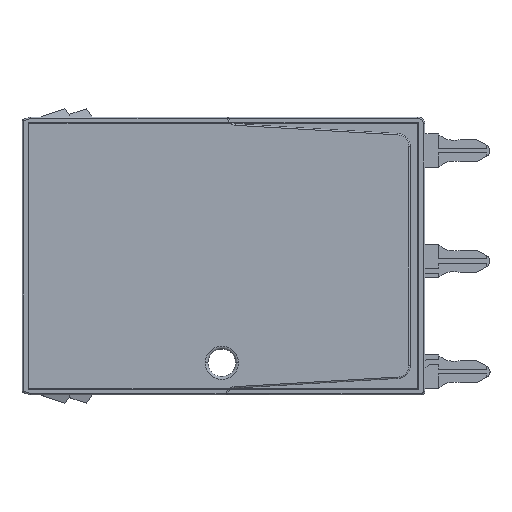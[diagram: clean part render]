
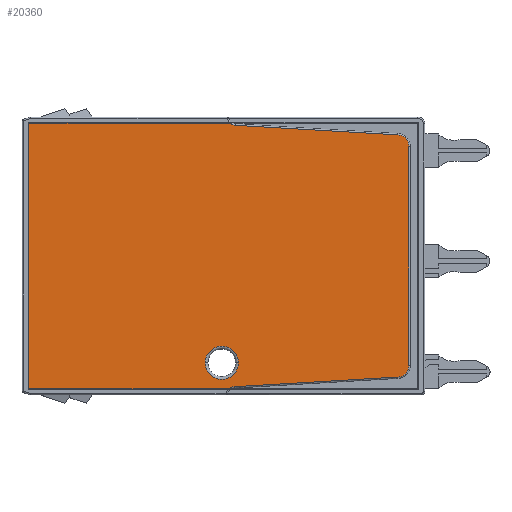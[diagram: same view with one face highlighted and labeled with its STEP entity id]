
A CAD part, top view. The second image highlights one B-rep face of the part: STEP entity #20360.
In plain terms, the highlighted planar face has unit normal (0, 0, 1).
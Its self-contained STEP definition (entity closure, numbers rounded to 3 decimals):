
#18237=CARTESIAN_POINT('',(4.025,-16.381,3.2));
#18238=DIRECTION('',(0.,0.,1.));
#18239=DIRECTION('',(-1.,0.,0.));
#18240=AXIS2_PLACEMENT_3D('',#18237,#18238,#18239);
#18245=CARTESIAN_POINT('',(4.025,-16.381,3.2));
#18246=DIRECTION('',(0.,0.,1.));
#18247=DIRECTION('',(1.,0.,0.));
#18248=AXIS2_PLACEMENT_3D('',#18245,#18246,#18247);
#18253=DIRECTION('',(0.,-1.,0.));
#18254=VECTOR('',#18253,38.438);
#18255=CARTESIAN_POINT('',(-23.9,18.307,3.2));
#18256=LINE('',#18255,#18254);
#18260=CARTESIAN_POINT('',(6.108,19.303,3.2));
#18261=DIRECTION('',(0.,0.,-1.));
#18262=DIRECTION('',(-0.059,-0.998,0.));
#18263=AXIS2_PLACEMENT_3D('',#18260,#18261,#18262);
#18268=DIRECTION('',(-0.998,0.059,0.));
#18269=VECTOR('',#18268,23.535);
#18270=CARTESIAN_POINT('',(29.526,16.618,3.2));
#18271=LINE('',#18270,#18269);
#18275=CARTESIAN_POINT('',(29.425,14.921,3.2));
#18276=DIRECTION('',(0.,0.,1.));
#18277=DIRECTION('',(1.,0.,0.));
#18278=AXIS2_PLACEMENT_3D('',#18275,#18276,#18277);
#18283=DIRECTION('',(0.,1.,0.));
#18284=VECTOR('',#18283,31.667);
#18285=CARTESIAN_POINT('',(31.125,-16.746,3.2));
#18286=LINE('',#18285,#18284);
#18290=CARTESIAN_POINT('',(29.425,-16.746,3.2));
#18291=DIRECTION('',(0.,0.,1.));
#18292=DIRECTION('',(0.059,-0.998,0.));
#18293=AXIS2_PLACEMENT_3D('',#18290,#18291,#18292);
#18298=DIRECTION('',(0.998,0.059,0.));
#18299=VECTOR('',#18298,23.74);
#18300=CARTESIAN_POINT('',(5.827,-19.842,3.2));
#18301=LINE('',#18300,#18299);
#18305=CARTESIAN_POINT('',(5.904,-21.14,3.2));
#18306=DIRECTION('',(0.,0.,-1.));
#18307=DIRECTION('',(-0.631,0.776,0.));
#18308=AXIS2_PLACEMENT_3D('',#18305,#18306,#18307);
#18845=DIRECTION('',(1.,0.,0.));
#18846=VECTOR('',#18845,28.984);
#18847=CARTESIAN_POINT('',(-23.9,-20.131,3.2));
#18848=LINE('',#18847,#18846);
#18860=CARTESIAN_POINT('',(5.084,-20.131,3.2));
#19010=CARTESIAN_POINT('',(5.273,18.307,3.2));
#19023=DIRECTION('',(-1.,0.,0.));
#19024=VECTOR('',#19023,29.173);
#19025=CARTESIAN_POINT('',(5.273,18.307,3.2));
#19026=LINE('',#19025,#19024);
#20053=CARTESIAN_POINT('',(1.625,-16.381,3.2));
#20054=CARTESIAN_POINT('',(6.425,-16.381,3.2));
#20055=VERTEX_POINT('',#20053);
#20056=VERTEX_POINT('',#20054);
#20187=VERTEX_POINT('',#19010);
#20191=CARTESIAN_POINT('',(6.031,18.006,3.2));
#20192=VERTEX_POINT('',#20191);
#20193=CARTESIAN_POINT('',(29.526,16.618,3.2));
#20194=VERTEX_POINT('',#20193);
#20197=CARTESIAN_POINT('',(31.125,14.921,3.2));
#20198=VERTEX_POINT('',#20197);
#20201=CARTESIAN_POINT('',(31.125,-16.746,3.2));
#20202=VERTEX_POINT('',#20201);
#20205=CARTESIAN_POINT('',(29.526,-18.443,3.2));
#20206=VERTEX_POINT('',#20205);
#20209=CARTESIAN_POINT('',(5.827,-19.842,3.2));
#20210=VERTEX_POINT('',#20209);
#20214=VERTEX_POINT('',#18860);
#20215=CARTESIAN_POINT('',(-23.9,18.307,3.2));
#20216=CARTESIAN_POINT('',(-23.9,-20.131,3.2));
#20217=VERTEX_POINT('',#20215);
#20218=VERTEX_POINT('',#20216);
#20328=CARTESIAN_POINT('',(0.,0.,3.2));
#20329=DIRECTION('',(0.,0.,1.));
#20330=DIRECTION('',(1.,0.,0.));
#20331=AXIS2_PLACEMENT_3D('',#20328,#20329,#20330);
#20332=PLANE('',#20331);
#20334=ORIENTED_EDGE('',*,*,#20333,.F.);
#20336=ORIENTED_EDGE('',*,*,#20335,.F.);
#20338=ORIENTED_EDGE('',*,*,#20337,.F.);
#20340=ORIENTED_EDGE('',*,*,#20339,.F.);
#20342=ORIENTED_EDGE('',*,*,#20341,.F.);
#20344=ORIENTED_EDGE('',*,*,#20343,.F.);
#20346=ORIENTED_EDGE('',*,*,#20345,.F.);
#20348=ORIENTED_EDGE('',*,*,#20347,.F.);
#20350=ORIENTED_EDGE('',*,*,#20349,.F.);
#20352=ORIENTED_EDGE('',*,*,#20351,.F.);
#20353=EDGE_LOOP('',(#20334,#20336,#20338,#20340,#20342,#20344,#20346,#20348,
#20350,#20352));
#20354=FACE_OUTER_BOUND('',#20353,.F.);
#20355=ORIENTED_EDGE('',*,*,#20310,.T.);
#20357=ORIENTED_EDGE('',*,*,#20356,.T.);
#20358=EDGE_LOOP('',(#20355,#20357));
#20359=FACE_BOUND('',#20358,.F.);
#18241=CIRCLE('',#18240,2.4);
#18249=CIRCLE('',#18248,2.4);
#18264=CIRCLE('',#18263,1.3);
#18279=CIRCLE('',#18278,1.7);
#18294=CIRCLE('',#18293,1.7);
#18309=CIRCLE('',#18308,1.3);
#20310=EDGE_CURVE('',#20055,#20056,#18241,.T.);
#20333=EDGE_CURVE('',#20218,#20214,#18848,.T.);
#20335=EDGE_CURVE('',#20217,#20218,#18256,.T.);
#20337=EDGE_CURVE('',#20187,#20217,#19026,.T.);
#20339=EDGE_CURVE('',#20192,#20187,#18264,.T.);
#20341=EDGE_CURVE('',#20194,#20192,#18271,.T.);
#20343=EDGE_CURVE('',#20198,#20194,#18279,.T.);
#20345=EDGE_CURVE('',#20202,#20198,#18286,.T.);
#20347=EDGE_CURVE('',#20206,#20202,#18294,.T.);
#20349=EDGE_CURVE('',#20210,#20206,#18301,.T.);
#20351=EDGE_CURVE('',#20214,#20210,#18309,.T.);
#20356=EDGE_CURVE('',#20056,#20055,#18249,.T.);
#20360=ADVANCED_FACE('',(#20354,#20359),#20332,.T.);
